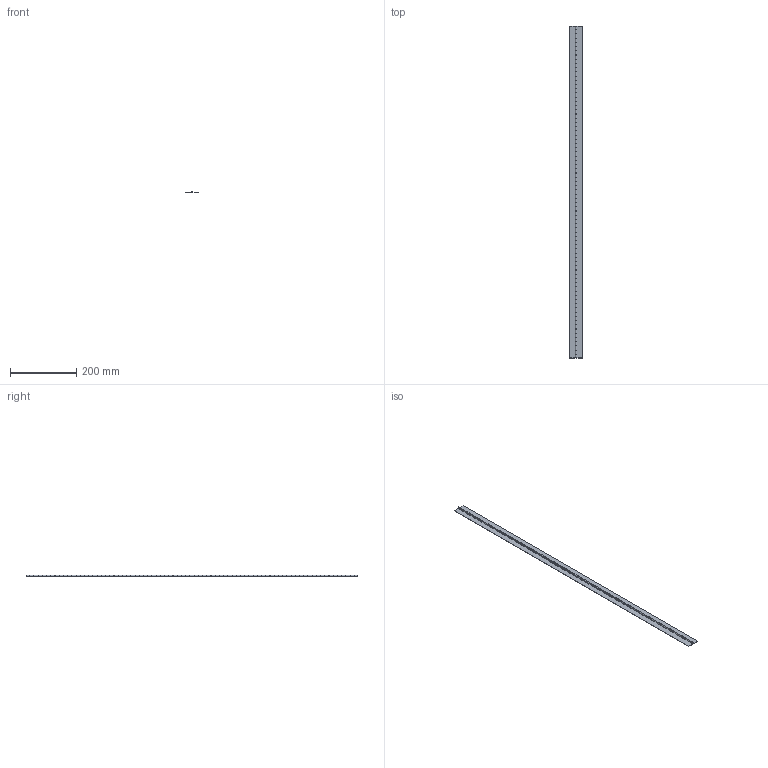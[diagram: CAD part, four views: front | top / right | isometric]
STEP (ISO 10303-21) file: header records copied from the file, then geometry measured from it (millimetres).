
FILE_DESCRIPTION (( 'STEP AP203' ), '1' );
FILE_NAME ('B-1007-24.STEP', '2008-10-27T07:07:42', ( ' ' ), ( ' ' ), 'SwSTEP 2.0', 'SolidWorks 2007', '' );
FILE_SCHEMA (( 'CONFIG_CONTROL_DESIGN' ));
Length unit declared in the file: millimetre
Products named in the file (4): B-1007-24僔儍僼僩__棉太倌; B-1007-24僸儞僕A__棉太倌; B-1007-24; B-1007-24僸儞僕B__棉太倌
Assembly tree (3 placements, depth 2):
  B-1007-24
    B-1007-24僸儞僕B__棉太倌
    B-1007-24僸儞僕A__棉太倌
    B-1007-24僔儍僼僩__棉太倌
Bounding box: 38 x 1000 x 4.69 mm (x, y, z)
Volume: 42078.2 mm3; surface area: 103023.9 mm2
Topology: 3 solids, 3 shells, 486 faces, 1440 edges, 960 vertices
Faces by surface type: plane 247, cylinder 239
Entity records: 17112 total; most frequent: DIRECTION 2902, CARTESIAN_POINT 2892, ORIENTED_EDGE 2880, EDGE_CURVE 1440, AXIS2_PLACEMENT_3D 970, VECTOR 962, LINE 962, VERTEX_POINT 960
